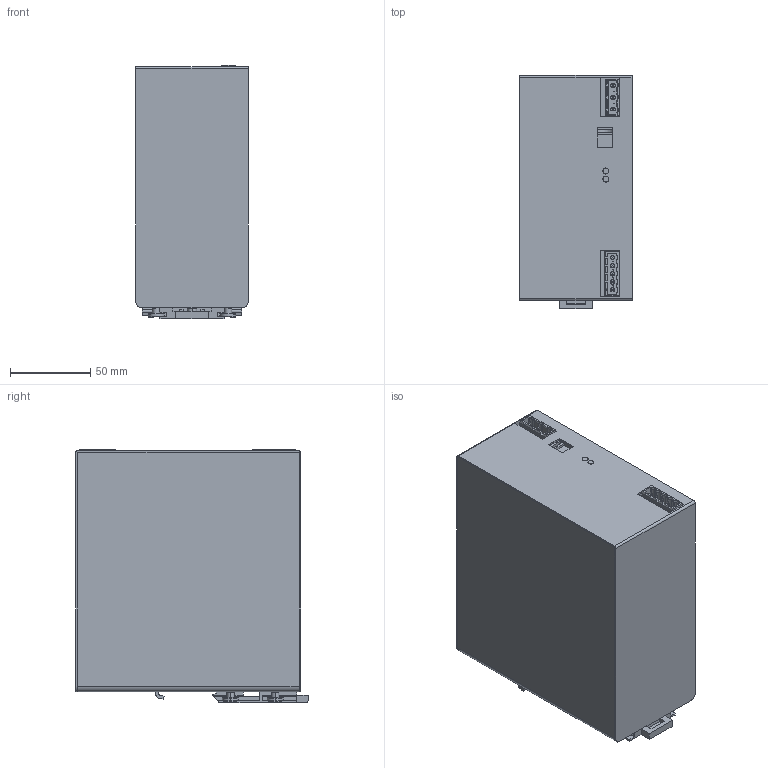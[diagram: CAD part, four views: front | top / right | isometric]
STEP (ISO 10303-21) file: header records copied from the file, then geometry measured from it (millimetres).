
FILE_DESCRIPTION(/* description */ ('Alibre Inc.'),/* implementation_level */ '2;1');
FILE_NAME(/* name */ 'export0',/* time_stamp */ '2015-07-08T10:01:51+02:00',/* author */ (''),/* organization */ (''),/* preprocessor_version */ 'ST-DEVELOPER v14',/* originating_system */ 'Alibre',/* authorisation */ '');
FILE_SCHEMA (('AUTOMOTIVE_DESIGN'));
Length unit declared in the file: centimetre
Bounding box: 70 x 145.35 x 158.6 mm (x, y, z)
Volume: 1485493.6 mm3; surface area: 157983.3 mm2
Topology: 14 solids, 14 shells, 1052 faces, 2439 edges, 1492 vertices
Faces by surface type: plane 823, cylinder 153, cone 44, sphere 32
Full cylindrical faces by diameter (mm): 3.5 x2, 3.8 x2
Entity records: 25547 total; most frequent: ORIENTED_EDGE 4634, CARTESIAN_POINT 4521, DIRECTION 3431, EDGE_CURVE 2317, VECTOR 1746, LINE 1746, VERTEX_POINT 1418, AXIS2_PLACEMENT_3D 1149
